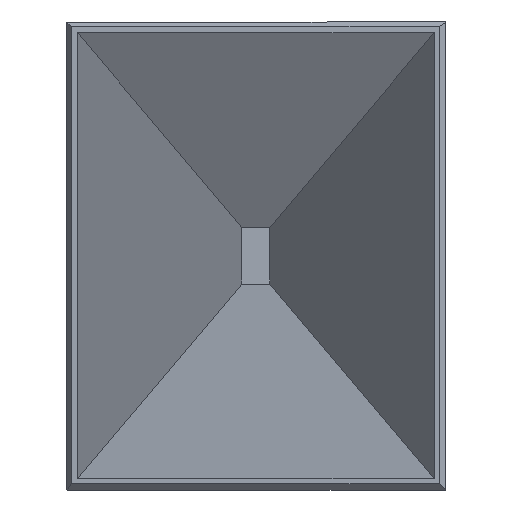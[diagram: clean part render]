
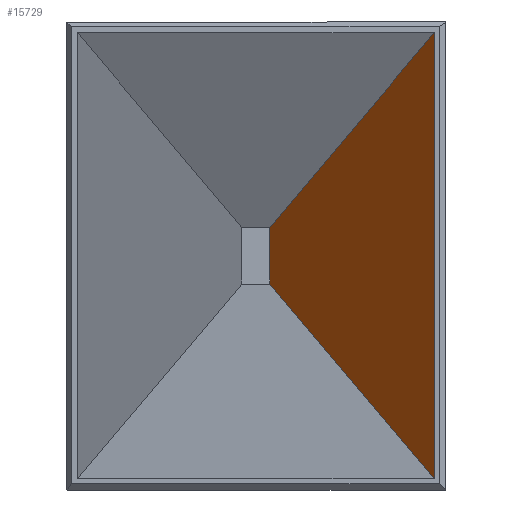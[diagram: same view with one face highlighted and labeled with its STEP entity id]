
A CAD part, left-side view. The second image highlights one B-rep face of the part: STEP entity #15729.
In plain terms, the highlighted planar face has unit normal (-0.203, 0.979, 0).
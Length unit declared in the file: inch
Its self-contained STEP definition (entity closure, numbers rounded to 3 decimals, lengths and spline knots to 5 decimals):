
#61 = VECTOR ( 'NONE', #9465, 39.37008 ) ;
#975 = VERTEX_POINT ( 'NONE', #27164 ) ;
#1606 = CARTESIAN_POINT ( 'NONE',  ( -0.00492, 0.02377, 0. ) ) ;
#2067 = VECTOR ( 'NONE', #18244, 39.37008 ) ;
#2769 = LINE ( 'NONE', #13667, #2067 ) ;
#2782 = EDGE_CURVE ( 'NONE', #15548, #12875, #26805, .T. ) ;
#3179 = PLANE ( 'NONE',  #27835 ) ;
#3874 = DIRECTION ( 'NONE',  ( -0.203, 0.979, 0. ) ) ;
#4997 = CARTESIAN_POINT ( 'NONE',  ( -3.54, -0.7085, -0.8865 ) ) ;
#6063 = DIRECTION ( 'NONE',  ( -0.979, -0.203, 0. ) ) ;
#6275 = CARTESIAN_POINT ( 'NONE',  ( -3.54, -0.7085, 0.8865 ) ) ;
#7590 = ORIENTED_EDGE ( 'NONE', *, *, #13678, .F. ) ;
#9074 = CARTESIAN_POINT ( 'NONE',  ( -0.39, -0.056, -0.112 ) ) ;
#9465 = DIRECTION ( 'NONE',  ( 0., 0., -1. ) ) ;
#11566 = ORIENTED_EDGE ( 'NONE', *, *, #28201, .T. ) ;
#12318 = ORIENTED_EDGE ( 'NONE', *, *, #2782, .F. ) ;
#12875 = VERTEX_POINT ( 'NONE', #9074 ) ;
#13667 = CARTESIAN_POINT ( 'NONE',  ( -0.39, -0.056, 0. ) ) ;
#13678 = EDGE_CURVE ( 'NONE', #12875, #23199, #2769, .T. ) ;
#15020 = LINE ( 'NONE', #6275, #20363 ) ;
#15548 = VERTEX_POINT ( 'NONE', #25662 ) ;
#15729 = ADVANCED_FACE ( 'NONE', ( #27086 ), #3179, .T. ) ;
#17105 = EDGE_LOOP ( 'NONE', ( #12318, #28256, #11566, #7590 ) ) ;
#18244 = DIRECTION ( 'NONE',  ( 0., 0., 1. ) ) ;
#18801 = CARTESIAN_POINT ( 'NONE',  ( -3.54, -0.7085, 0.8865 ) ) ;
#20363 = VECTOR ( 'NONE', #22626, 39.37008 ) ;
#20367 = LINE ( 'NONE', #18801, #61 ) ;
#20566 = DIRECTION ( 'NONE',  ( 0.952, 0.197, 0.234 ) ) ;
#22626 = DIRECTION ( 'NONE',  ( 0.952, 0.197, -0.234 ) ) ;
#23199 = VERTEX_POINT ( 'NONE', #27884 ) ;
#25662 = CARTESIAN_POINT ( 'NONE',  ( -3.54, -0.7085, -0.8865 ) ) ;
#25724 = VECTOR ( 'NONE', #20566, 39.37008 ) ;
#26805 = LINE ( 'NONE', #4997, #25724 ) ;
#27086 = FACE_OUTER_BOUND ( 'NONE', #17105, .T. ) ;
#27164 = CARTESIAN_POINT ( 'NONE',  ( -3.54, -0.7085, 0.8865 ) ) ;
#27835 = AXIS2_PLACEMENT_3D ( 'NONE', #1606, #3874, #6063 ) ;
#27884 = CARTESIAN_POINT ( 'NONE',  ( -0.39, -0.056, 0.112 ) ) ;
#28201 = EDGE_CURVE ( 'NONE', #975, #23199, #15020, .T. ) ;
#28256 = ORIENTED_EDGE ( 'NONE', *, *, #29268, .F. ) ;
#29268 = EDGE_CURVE ( 'NONE', #975, #15548, #20367, .T. ) ;
